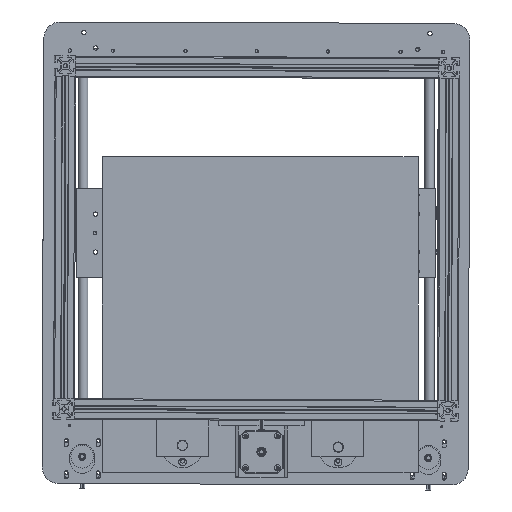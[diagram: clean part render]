
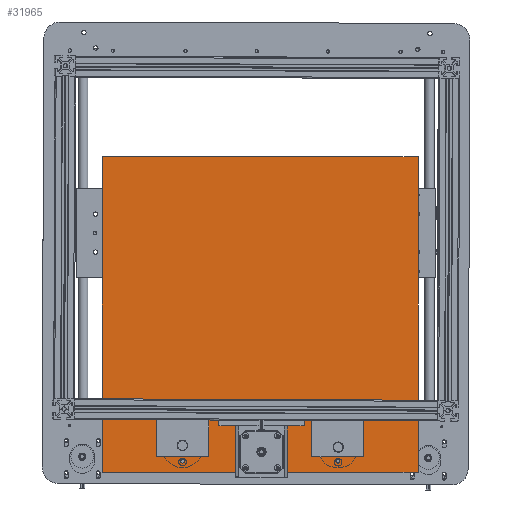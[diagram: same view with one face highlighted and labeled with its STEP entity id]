
A CAD part, front view. The second image highlights one B-rep face of the part: STEP entity #31965.
In plain terms, the highlighted face is planar.
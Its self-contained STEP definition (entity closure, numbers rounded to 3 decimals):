
#1709=FACE_BOUND($,#6017,.T.);
#1710=FACE_BOUND($,#6018,.T.);
#1711=FACE_BOUND($,#6019,.T.);
#1712=FACE_BOUND($,#6020,.T.);
#1713=FACE_BOUND($,#6021,.T.);
#1714=FACE_BOUND($,#6022,.T.);
#1715=FACE_BOUND($,#6023,.T.);
#1716=FACE_BOUND($,#6024,.T.);
#1717=FACE_BOUND($,#6025,.T.);
#1718=FACE_BOUND($,#6026,.T.);
#1719=FACE_BOUND($,#6027,.T.);
#1720=FACE_BOUND($,#6028,.T.);
#2144=CIRCLE($,#34124,6.);
#2146=CIRCLE($,#34127,6.);
#2148=CIRCLE($,#34130,5.);
#2150=CIRCLE($,#34133,2.);
#2152=CIRCLE($,#34136,2.);
#2154=CIRCLE($,#34139,2.);
#2156=CIRCLE($,#34142,2.);
#2158=CIRCLE($,#34145,2.);
#2160=CIRCLE($,#34148,2.);
#2162=CIRCLE($,#34151,2.);
#2164=CIRCLE($,#34154,2.);
#6017=EDGE_LOOP($,(#27643));
#6018=EDGE_LOOP($,(#27644));
#6019=EDGE_LOOP($,(#27645));
#6020=EDGE_LOOP($,(#27646));
#6021=EDGE_LOOP($,(#27647));
#6022=EDGE_LOOP($,(#27648));
#6023=EDGE_LOOP($,(#27649));
#6024=EDGE_LOOP($,(#27650));
#6025=EDGE_LOOP($,(#27651));
#6026=EDGE_LOOP($,(#27652));
#6027=EDGE_LOOP($,(#27653));
#6028=EDGE_LOOP($,(#27654,#27655,#27656,#27657));
#9400=LINE($,#50479,#13079);
#9403=LINE($,#50485,#13082);
#9406=LINE($,#50491,#13085);
#9409=LINE($,#50495,#13088);
#13079=VECTOR($,#41445,304.8);
#13082=VECTOR($,#41450,304.8);
#13085=VECTOR($,#41455,304.8);
#13088=VECTOR($,#41460,304.8);
#15884=VERTEX_POINT($,#50418);
#15886=VERTEX_POINT($,#50423);
#15888=VERTEX_POINT($,#50428);
#15890=VERTEX_POINT($,#50433);
#15892=VERTEX_POINT($,#50438);
#15894=VERTEX_POINT($,#50443);
#15896=VERTEX_POINT($,#50448);
#15898=VERTEX_POINT($,#50453);
#15900=VERTEX_POINT($,#50458);
#15902=VERTEX_POINT($,#50463);
#15904=VERTEX_POINT($,#50468);
#15908=VERTEX_POINT($,#50476);
#15909=VERTEX_POINT($,#50478);
#15911=VERTEX_POINT($,#50484);
#15913=VERTEX_POINT($,#50490);
#19875=EDGE_CURVE($,#15884,#15884,#2144,.T.);
#19877=EDGE_CURVE($,#15886,#15886,#2146,.T.);
#19879=EDGE_CURVE($,#15888,#15888,#2148,.T.);
#19881=EDGE_CURVE($,#15890,#15890,#2150,.T.);
#19883=EDGE_CURVE($,#15892,#15892,#2152,.T.);
#19885=EDGE_CURVE($,#15894,#15894,#2154,.T.);
#19887=EDGE_CURVE($,#15896,#15896,#2156,.T.);
#19889=EDGE_CURVE($,#15898,#15898,#2158,.T.);
#19891=EDGE_CURVE($,#15900,#15900,#2160,.T.);
#19893=EDGE_CURVE($,#15902,#15902,#2162,.T.);
#19895=EDGE_CURVE($,#15904,#15904,#2164,.T.);
#19899=EDGE_CURVE($,#15909,#15908,#9400,.T.);
#19902=EDGE_CURVE($,#15911,#15909,#9403,.T.);
#19905=EDGE_CURVE($,#15913,#15911,#9406,.T.);
#19908=EDGE_CURVE($,#15908,#15913,#9409,.T.);
#27643=ORIENTED_EDGE($,*,*,#19875,.T.);
#27644=ORIENTED_EDGE($,*,*,#19877,.T.);
#27645=ORIENTED_EDGE($,*,*,#19879,.T.);
#27646=ORIENTED_EDGE($,*,*,#19881,.T.);
#27647=ORIENTED_EDGE($,*,*,#19883,.T.);
#27648=ORIENTED_EDGE($,*,*,#19885,.T.);
#27649=ORIENTED_EDGE($,*,*,#19887,.T.);
#27650=ORIENTED_EDGE($,*,*,#19889,.T.);
#27651=ORIENTED_EDGE($,*,*,#19891,.T.);
#27652=ORIENTED_EDGE($,*,*,#19893,.T.);
#27653=ORIENTED_EDGE($,*,*,#19895,.T.);
#27654=ORIENTED_EDGE($,*,*,#19908,.T.);
#27655=ORIENTED_EDGE($,*,*,#19905,.T.);
#27656=ORIENTED_EDGE($,*,*,#19902,.T.);
#27657=ORIENTED_EDGE($,*,*,#19899,.T.);
#30279=PLANE($,#34161);
#31965=ADVANCED_FACE($,(#1709,#1710,#1711,#1712,#1713,#1714,#1715,#1716,
#1717,#1718,#1719,#1720),#30279,.T.);
#34124=AXIS2_PLACEMENT_3D($,#50419,#41377,#41378);
#34127=AXIS2_PLACEMENT_3D($,#50424,#41383,#41384);
#34130=AXIS2_PLACEMENT_3D($,#50429,#41389,#41390);
#34133=AXIS2_PLACEMENT_3D($,#50434,#41395,#41396);
#34136=AXIS2_PLACEMENT_3D($,#50439,#41401,#41402);
#34139=AXIS2_PLACEMENT_3D($,#50444,#41407,#41408);
#34142=AXIS2_PLACEMENT_3D($,#50449,#41413,#41414);
#34145=AXIS2_PLACEMENT_3D($,#50454,#41419,#41420);
#34148=AXIS2_PLACEMENT_3D($,#50459,#41425,#41426);
#34151=AXIS2_PLACEMENT_3D($,#50464,#41431,#41432);
#34154=AXIS2_PLACEMENT_3D($,#50469,#41437,#41438);
#34161=AXIS2_PLACEMENT_3D($,#50497,#41463,#41464);
#41377=DIRECTION('center_axis',(0.,-1.,0.));
#41378=DIRECTION('ref_axis',(1.,0.,0.));
#41383=DIRECTION('center_axis',(0.,-1.,0.));
#41384=DIRECTION('ref_axis',(1.,0.,0.));
#41389=DIRECTION('center_axis',(0.,-1.,0.));
#41390=DIRECTION('ref_axis',(1.,0.,0.));
#41395=DIRECTION('center_axis',(0.,-1.,0.));
#41396=DIRECTION('ref_axis',(1.,0.,0.));
#41401=DIRECTION('center_axis',(0.,-1.,0.));
#41402=DIRECTION('ref_axis',(1.,0.,0.));
#41407=DIRECTION('center_axis',(0.,-1.,0.));
#41408=DIRECTION('ref_axis',(1.,0.,0.));
#41413=DIRECTION('center_axis',(0.,-1.,0.));
#41414=DIRECTION('ref_axis',(1.,0.,0.));
#41419=DIRECTION('center_axis',(0.,-1.,0.));
#41420=DIRECTION('ref_axis',(1.,0.,0.));
#41425=DIRECTION('center_axis',(0.,-1.,0.));
#41426=DIRECTION('ref_axis',(1.,0.,0.));
#41431=DIRECTION('center_axis',(0.,-1.,0.));
#41432=DIRECTION('ref_axis',(1.,0.,0.));
#41437=DIRECTION('center_axis',(0.,-1.,0.));
#41438=DIRECTION('ref_axis',(1.,0.,0.));
#41445=DIRECTION($,(0.,0.,1.));
#41450=DIRECTION($,(-1.,0.,0.));
#41455=DIRECTION($,(0.,0.,-1.));
#41460=DIRECTION($,(1.,0.,0.));
#41463=DIRECTION('center_axis',(0.,1.,0.));
#41464=DIRECTION('ref_axis',(0.,0.,1.));
#50418=CARTESIAN_POINT('',(-233.4,1.588,-25.));
#50419=CARTESIAN_POINT('Origin',(-227.4,1.588,-25.));
#50423=CARTESIAN_POINT('',(-83.4,1.588,-25.));
#50424=CARTESIAN_POINT('Origin',(-77.4,1.588,-25.));
#50428=CARTESIAN_POINT('',(-157.4,1.588,-19.));
#50429=CARTESIAN_POINT('Origin',(-152.4,1.588,-19.));
#50433=CARTESIAN_POINT('',(-215.4,1.588,-25.));
#50434=CARTESIAN_POINT('Origin',(-213.4,1.588,-25.));
#50438=CARTESIAN_POINT('',(-229.4,1.588,-39.));
#50439=CARTESIAN_POINT('Origin',(-227.4,1.588,-39.));
#50443=CARTESIAN_POINT('',(-243.4,1.588,-25.));
#50444=CARTESIAN_POINT('Origin',(-241.4,1.588,-25.));
#50448=CARTESIAN_POINT('',(-229.4,1.588,-11.));
#50449=CARTESIAN_POINT('Origin',(-227.4,1.588,-11.));
#50453=CARTESIAN_POINT('',(-65.4,1.588,-25.));
#50454=CARTESIAN_POINT('Origin',(-63.4,1.588,-25.));
#50458=CARTESIAN_POINT('',(-79.4,1.588,-39.));
#50459=CARTESIAN_POINT('Origin',(-77.4,1.588,-39.));
#50463=CARTESIAN_POINT('',(-93.4,1.588,-25.));
#50464=CARTESIAN_POINT('Origin',(-91.4,1.588,-25.));
#50468=CARTESIAN_POINT('',(-79.4,1.588,-11.));
#50469=CARTESIAN_POINT('Origin',(-77.4,1.588,-11.));
#50476=CARTESIAN_POINT('',(-304.8,1.588,0.));
#50478=CARTESIAN_POINT('',(-304.8,1.588,-304.8));
#50479=CARTESIAN_POINT($,(-304.8,1.588,0.));
#50484=CARTESIAN_POINT('',(0.,1.588,-304.8));
#50485=CARTESIAN_POINT($,(-304.8,1.588,-304.8));
#50490=CARTESIAN_POINT('',(0.,1.588,0.));
#50491=CARTESIAN_POINT($,(0.,1.588,-304.8));
#50495=CARTESIAN_POINT($,(0.,1.588,0.));
#50497=CARTESIAN_POINT('Origin',(-152.4,1.588,-152.4));
